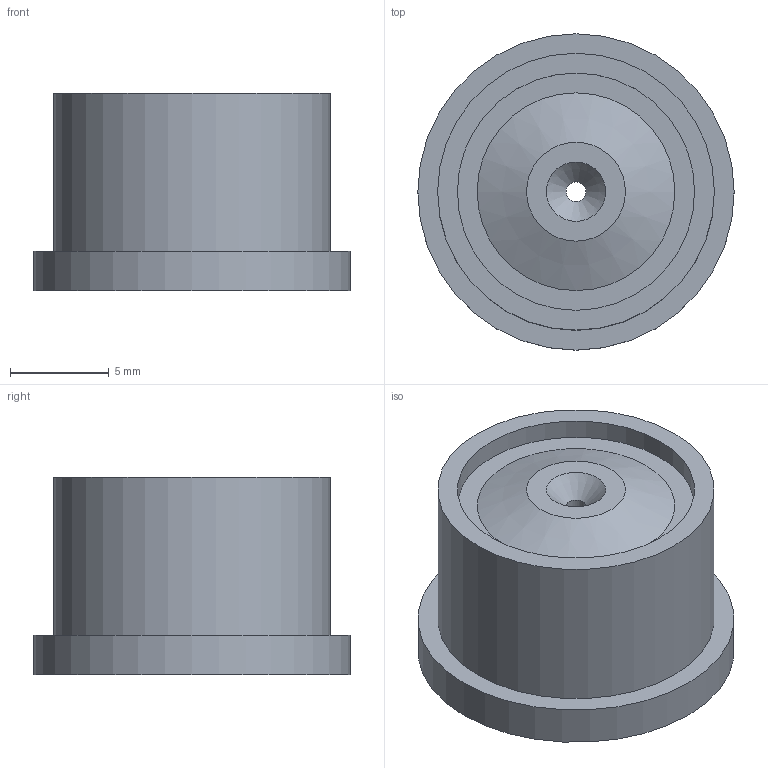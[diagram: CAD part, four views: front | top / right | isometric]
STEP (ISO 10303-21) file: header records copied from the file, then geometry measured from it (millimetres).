
FILE_DESCRIPTION(/* description */ (''),/* implementation_level */ '2;1');
FILE_NAME(/* name */ 'Чистики.step',/* time_stamp */ '2022-02-08T09:57:39+05:00',/* author */ (''),/* organization */ (''),/* preprocessor_version */ 'ST-DEVELOPER v18.1',/* originating_system */ 'Autodesk Translation Framework v10.13.0.1454',/* authorisation */ '');
FILE_SCHEMA (('AUTOMOTIVE_DESIGN { 1 0 10303 214 3 1 1 }'));
Length unit declared in the file: millimetre
Products named in the file (1): (Unsaved)
Bounding box: 16 x 16 x 10 mm (x, y, z)
Volume: 1315.5 mm3; surface area: 987.8 mm2
Topology: 1 solids, 1 shells, 12 faces, 19 edges, 12 vertices
Faces by surface type: plane 5, cylinder 4, cone 3
Full cylindrical faces by diameter (mm): 1 x1, 12 x1, 14 x1, 16 x1
Entity records: 316 total; most frequent: DIRECTION 57, CARTESIAN_POINT 44, ORIENTED_EDGE 38, AXIS2_PLACEMENT_3D 25, EDGE_CURVE 19, EDGE_LOOP 17, FACE_OUTER_BOUND 12, CIRCLE 12
